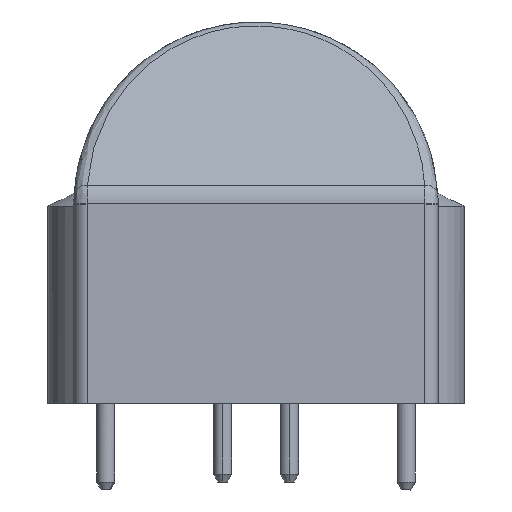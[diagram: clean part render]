
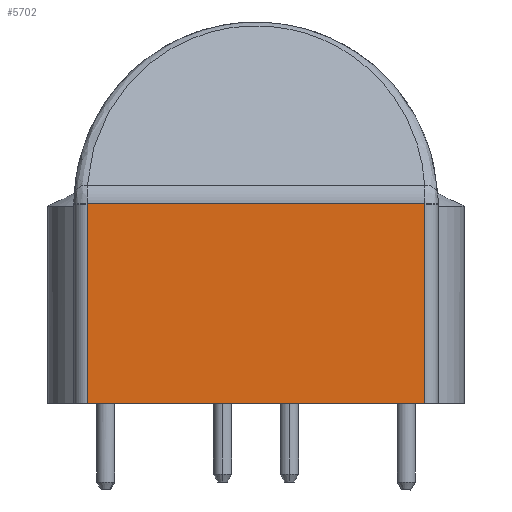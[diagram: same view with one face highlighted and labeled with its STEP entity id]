
A CAD part, left-side view. The second image highlights one B-rep face of the part: STEP entity #5702.
In plain terms, the highlighted planar face has unit normal (-1, 0, 0).
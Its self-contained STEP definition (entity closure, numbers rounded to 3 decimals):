
#4136=CARTESIAN_POINT('',(-7.215,6.42,0.));
#4137=VERTEX_POINT('',#4136);
#4138=CARTESIAN_POINT('',(-7.215,-6.43,0.));
#4139=VERTEX_POINT('',#4138);
#4140=CARTESIAN_POINT('',(-7.215,6.42,0.));
#4141=DIRECTION('',(0.0,-1.0,0.0));
#4142=VECTOR('',#4141,12.85);
#4143=LINE('',#4140,#4142);
#4144=EDGE_CURVE('',#4137,#4139,#4143,.T.);
#4484=CARTESIAN_POINT('',(-7.215,-6.43,7.575));
#4485=VERTEX_POINT('',#4484);
#4495=CARTESIAN_POINT('',(-7.215,-6.43,7.575));
#4496=DIRECTION('',(0.0,0.0,-1.0));
#4497=VECTOR('',#4496,7.575);
#4498=LINE('',#4495,#4497);
#4499=EDGE_CURVE('',#4485,#4139,#4498,.T.);
#4517=CARTESIAN_POINT('',(-7.215,6.42,7.575));
#4518=VERTEX_POINT('',#4517);
#4519=CARTESIAN_POINT('',(-7.215,6.42,0.));
#4520=DIRECTION('',(0.0,0.0,1.0));
#4521=VECTOR('',#4520,7.575);
#4522=LINE('',#4519,#4521);
#4523=EDGE_CURVE('',#4137,#4518,#4522,.T.);
#4580=CARTESIAN_POINT('',(-7.215,6.42,7.586));
#4581=VERTEX_POINT('',#4580);
#4592=CARTESIAN_POINT('',(-7.215,-6.43,7.586));
#4593=VERTEX_POINT('',#4592);
#4594=CARTESIAN_POINT('',(-7.215,6.42,7.586));
#4595=DIRECTION('',(0.0,-1.0,0.0));
#4596=VECTOR('',#4595,12.85);
#4597=LINE('',#4594,#4596);
#4598=EDGE_CURVE('',#4581,#4593,#4597,.T.);
#5677=CARTESIAN_POINT('',(-7.215,-7.073,7.965));
#5678=DIRECTION('',(1.0,0.0,0.0));
#5679=DIRECTION('',(0.0,0.0,-1.0));
#5680=AXIS2_PLACEMENT_3D('',#5677,#5678,#5679);
#5681=PLANE('',#5680);
#5682=ORIENTED_EDGE('',*,*,#4499,.F.);
#5683=CARTESIAN_POINT('',(-7.215,-0.005,7.575));
#5684=DIRECTION('',(1.0,0.0,0.0));
#5685=DIRECTION('',(0.0,-1.,0.001));
#5686=AXIS2_PLACEMENT_3D('',#5683,#5684,#5685);
#5687=CIRCLE('',#5686,6.425);
#5688=EDGE_CURVE('',#4593,#4485,#5687,.T.);
#5689=ORIENTED_EDGE('',*,*,#5688,.F.);
#5690=ORIENTED_EDGE('',*,*,#4598,.F.);
#5691=CARTESIAN_POINT('',(-7.215,-0.005,7.575));
#5692=DIRECTION('',(1.0,0.0,0.0));
#5693=DIRECTION('',(0.0,1.,0.001));
#5694=AXIS2_PLACEMENT_3D('',#5691,#5692,#5693);
#5695=CIRCLE('',#5694,6.425);
#5696=EDGE_CURVE('',#4518,#4581,#5695,.T.);
#5697=ORIENTED_EDGE('',*,*,#5696,.F.);
#5698=ORIENTED_EDGE('',*,*,#4523,.F.);
#5699=ORIENTED_EDGE('',*,*,#4144,.T.);
#5700=EDGE_LOOP('',(#5682,#5689,#5690,#5697,#5698,#5699));
#5701=FACE_OUTER_BOUND('',#5700,.T.);
#5702=ADVANCED_FACE('',(#5701),#5681,.F.);
